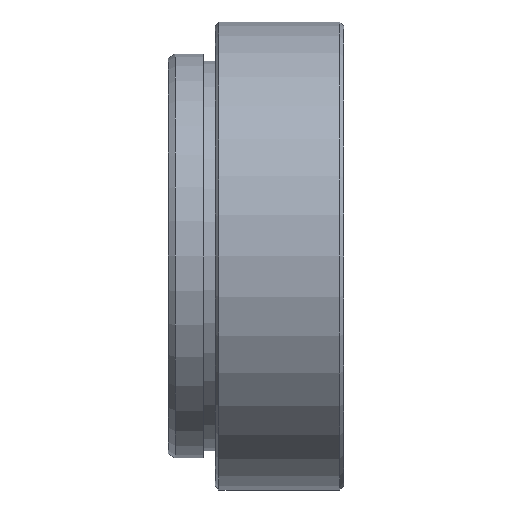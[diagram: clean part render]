
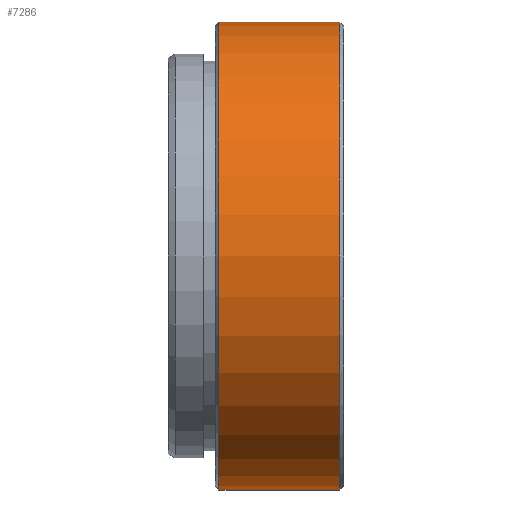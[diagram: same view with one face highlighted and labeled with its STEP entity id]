
A CAD part, front view. The second image highlights one B-rep face of the part: STEP entity #7286.
In plain terms, the highlighted cylindrical face has radius 15.24 mm (diameter 30.48 mm), a partial arc.
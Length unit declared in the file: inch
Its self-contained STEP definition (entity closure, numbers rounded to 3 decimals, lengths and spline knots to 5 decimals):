
#407 = DIRECTION ( 'NONE',  ( -1., 0., 0. ) ) ;
#574 = CARTESIAN_POINT ( 'NONE',  ( 0., 0., -0.6 ) ) ;
#760 = CARTESIAN_POINT ( 'NONE',  ( -0.32, 0., 0.6 ) ) ;
#990 = AXIS2_PLACEMENT_3D ( 'NONE', #2388, #12341, #3797 ) ;
#1081 = CIRCLE ( 'NONE', #3137, 0.6 ) ;
#1434 = DIRECTION ( 'NONE',  ( 1., 0., 0. ) ) ;
#1468 = CYLINDRICAL_SURFACE ( 'NONE', #2439, 0.6 ) ;
#2357 = CARTESIAN_POINT ( 'NONE',  ( -0.01, 0., 0.6 ) ) ;
#2388 = CARTESIAN_POINT ( 'NONE',  ( -0.32, 0., 0. ) ) ;
#2439 = AXIS2_PLACEMENT_3D ( 'NONE', #5647, #1434, #17101 ) ;
#3137 = AXIS2_PLACEMENT_3D ( 'NONE', #8927, #407, #10352 ) ;
#3797 = DIRECTION ( 'NONE',  ( 0., 0., 1. ) ) ;
#4325 = ORIENTED_EDGE ( 'NONE', *, *, #6248, .T. ) ;
#5013 = LINE ( 'NONE', #574, #12642 ) ;
#5340 = CARTESIAN_POINT ( 'NONE',  ( -0.32, 0., -0.6 ) ) ;
#5451 = DIRECTION ( 'NONE',  ( 1., 0., 0. ) ) ;
#5458 = VERTEX_POINT ( 'NONE', #2357 ) ;
#5647 = CARTESIAN_POINT ( 'NONE',  ( 0., 0., 0. ) ) ;
#6011 = EDGE_CURVE ( 'NONE', #15655, #5458, #14451, .T. ) ;
#6248 = EDGE_CURVE ( 'NONE', #14756, #16082, #5013, .T. ) ;
#6373 = EDGE_CURVE ( 'NONE', #15655, #14756, #14862, .T. ) ;
#7286 = ADVANCED_FACE ( 'NONE', ( #18384 ), #1468, .T. ) ;
#7753 = CARTESIAN_POINT ( 'NONE',  ( -0.01, 0., -0.6 ) ) ;
#8592 = EDGE_LOOP ( 'NONE', ( #16427, #10902, #4325, #9843 ) ) ;
#8927 = CARTESIAN_POINT ( 'NONE',  ( -0.01, 0., 0. ) ) ;
#9843 = ORIENTED_EDGE ( 'NONE', *, *, #14935, .T. ) ;
#10352 = DIRECTION ( 'NONE',  ( 0., 0., -1. ) ) ;
#10513 = DIRECTION ( 'NONE',  ( 1., 0., 0. ) ) ;
#10902 = ORIENTED_EDGE ( 'NONE', *, *, #6373, .T. ) ;
#12341 = DIRECTION ( 'NONE',  ( 1., 0., 0. ) ) ;
#12642 = VECTOR ( 'NONE', #10513, 39.37008 ) ;
#14451 = LINE ( 'NONE', #15444, #18192 ) ;
#14756 = VERTEX_POINT ( 'NONE', #5340 ) ;
#14862 = CIRCLE ( 'NONE', #990, 0.6 ) ;
#14935 = EDGE_CURVE ( 'NONE', #16082, #5458, #1081, .T. ) ;
#15444 = CARTESIAN_POINT ( 'NONE',  ( 0., 0., 0.6 ) ) ;
#15655 = VERTEX_POINT ( 'NONE', #760 ) ;
#16082 = VERTEX_POINT ( 'NONE', #7753 ) ;
#16427 = ORIENTED_EDGE ( 'NONE', *, *, #6011, .F. ) ;
#17101 = DIRECTION ( 'NONE',  ( 0., 0., -1. ) ) ;
#18192 = VECTOR ( 'NONE', #5451, 39.37008 ) ;
#18384 = FACE_OUTER_BOUND ( 'NONE', #8592, .T. ) ;
